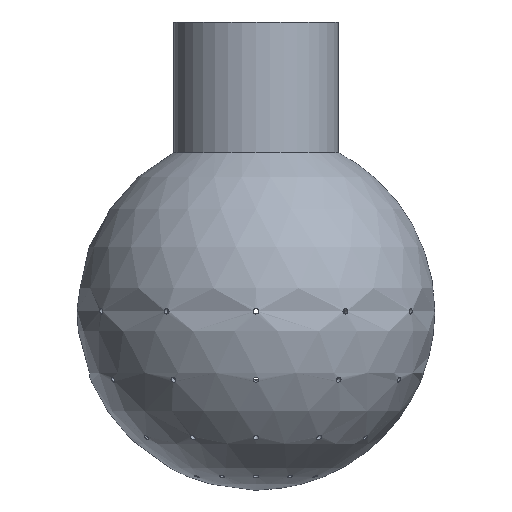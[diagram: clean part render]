
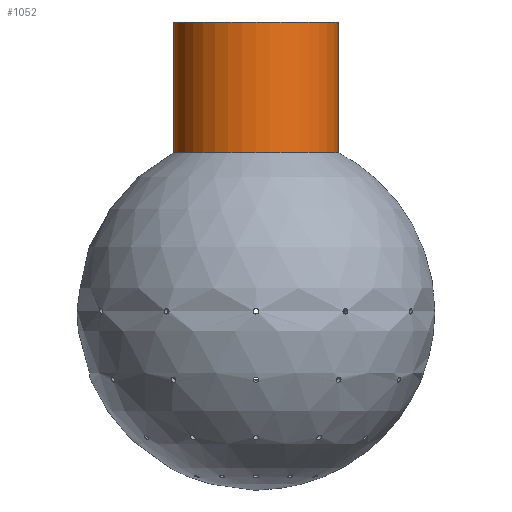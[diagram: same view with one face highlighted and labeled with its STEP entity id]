
A CAD part, front view. The second image highlights one B-rep face of the part: STEP entity #1052.
In plain terms, the highlighted cylindrical face has radius 15 mm (diameter 30 mm), a full revolution.
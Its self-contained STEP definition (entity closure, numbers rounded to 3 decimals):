
#18=FACE_BOUND('',#225,.T.);
#169=FACE_OUTER_BOUND('',#224,.T.);
#224=EDGE_LOOP('',(#739));
#225=EDGE_LOOP('',(#740));
#430=CIRCLE('',#1110,15.);
#431=CIRCLE('',#1111,15.);
#533=VERTEX_POINT('',#1587);
#534=VERTEX_POINT('',#1589);
#636=EDGE_CURVE('',#533,#533,#430,.T.);
#637=EDGE_CURVE('',#534,#534,#431,.T.);
#739=ORIENTED_EDGE('',*,*,#636,.F.);
#740=ORIENTED_EDGE('',*,*,#637,.F.);
#945=CYLINDRICAL_SURFACE('',#1109,15.);
#1052=ADVANCED_FACE('',(#169,#18),#945,.T.);
#1109=AXIS2_PLACEMENT_3D('',#1586,#1269,#1270);
#1110=AXIS2_PLACEMENT_3D('',#1588,#1271,#1272);
#1111=AXIS2_PLACEMENT_3D('',#1590,#1273,#1274);
#1269=DIRECTION('center_axis',(0.,0.,1.));
#1270=DIRECTION('ref_axis',(-1.,0.,0.));
#1271=DIRECTION('center_axis',(0.,0.,1.));
#1272=DIRECTION('ref_axis',(-1.,0.,0.));
#1273=DIRECTION('center_axis',(0.,0.,-1.));
#1274=DIRECTION('ref_axis',(-1.,0.,0.));
#1586=CARTESIAN_POINT('Origin',(0.,0.,28.092));
#1587=CARTESIAN_POINT('',(15.,0.,52.592));
#1588=CARTESIAN_POINT('Origin',(0.,0.,52.592));
#1589=CARTESIAN_POINT('',(15.,0.,28.831));
#1590=CARTESIAN_POINT('Origin',(0.,0.,28.831));
